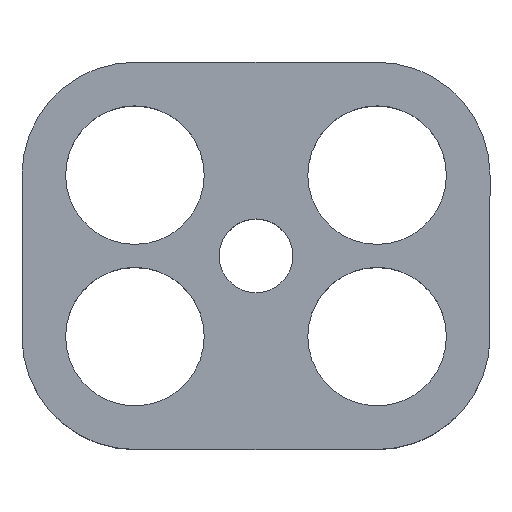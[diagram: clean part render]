
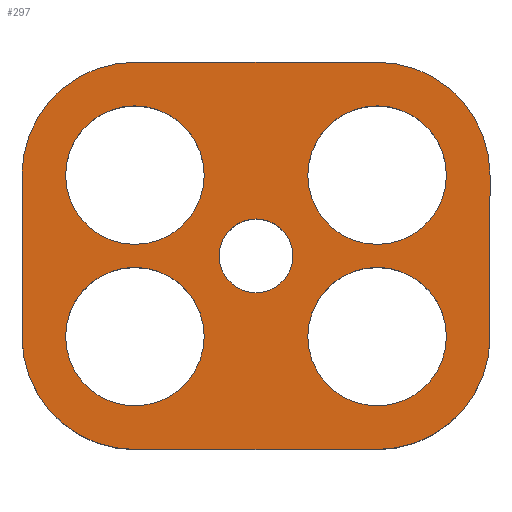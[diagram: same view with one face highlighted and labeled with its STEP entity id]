
A CAD part, top view. The second image highlights one B-rep face of the part: STEP entity #297.
In plain terms, the highlighted planar face has unit normal (0, 0, 1).
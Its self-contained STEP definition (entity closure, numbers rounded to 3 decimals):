
#20=FACE_BOUND('',#66,.T.);
#21=FACE_BOUND('',#67,.T.);
#22=FACE_BOUND('',#68,.T.);
#23=FACE_BOUND('',#69,.T.);
#24=FACE_BOUND('',#70,.T.);
#30=PLANE('',#332);
#45=FACE_OUTER_BOUND('',#65,.T.);
#65=EDGE_LOOP('',(#261,#262,#263,#264,#265,#266,#267,#268));
#66=EDGE_LOOP('',(#269));
#67=EDGE_LOOP('',(#270));
#68=EDGE_LOOP('',(#271));
#69=EDGE_LOOP('',(#272));
#70=EDGE_LOOP('',(#273));
#73=LINE('',#434,#94);
#77=LINE('',#446,#98);
#86=LINE('',#488,#107);
#90=LINE('',#499,#111);
#94=VECTOR('',#345,10.);
#98=VECTOR('',#357,10.);
#107=VECTOR('',#404,10.);
#111=VECTOR('',#416,10.);
#113=CIRCLE('',#301,2.447);
#115=CIRCLE('',#305,2.447);
#117=CIRCLE('',#309,1.502);
#119=CIRCLE('',#312,1.502);
#121=CIRCLE('',#315,0.8);
#123=CIRCLE('',#318,1.502);
#125=CIRCLE('',#321,1.502);
#127=CIRCLE('',#324,2.447);
#129=CIRCLE('',#328,2.447);
#131=VERTEX_POINT('',#424);
#132=VERTEX_POINT('',#425);
#135=VERTEX_POINT('',#433);
#137=VERTEX_POINT('',#439);
#139=VERTEX_POINT('',#445);
#141=VERTEX_POINT('',#451);
#143=VERTEX_POINT('',#457);
#145=VERTEX_POINT('',#463);
#147=VERTEX_POINT('',#469);
#149=VERTEX_POINT('',#475);
#151=VERTEX_POINT('',#481);
#153=VERTEX_POINT('',#487);
#155=VERTEX_POINT('',#493);
#157=EDGE_CURVE('',#131,#132,#113,.F.);
#161=EDGE_CURVE('',#135,#131,#73,.F.);
#164=EDGE_CURVE('',#137,#135,#115,.F.);
#167=EDGE_CURVE('',#139,#137,#77,.F.);
#170=EDGE_CURVE('',#141,#141,#117,.F.);
#173=EDGE_CURVE('',#143,#143,#119,.F.);
#176=EDGE_CURVE('',#145,#145,#121,.F.);
#179=EDGE_CURVE('',#147,#147,#123,.F.);
#182=EDGE_CURVE('',#149,#149,#125,.F.);
#185=EDGE_CURVE('',#151,#139,#127,.F.);
#188=EDGE_CURVE('',#153,#151,#86,.F.);
#191=EDGE_CURVE('',#155,#153,#129,.F.);
#194=EDGE_CURVE('',#132,#155,#90,.F.);
#261=ORIENTED_EDGE('',*,*,#167,.T.);
#262=ORIENTED_EDGE('',*,*,#164,.T.);
#263=ORIENTED_EDGE('',*,*,#161,.T.);
#264=ORIENTED_EDGE('',*,*,#157,.T.);
#265=ORIENTED_EDGE('',*,*,#194,.T.);
#266=ORIENTED_EDGE('',*,*,#191,.T.);
#267=ORIENTED_EDGE('',*,*,#188,.T.);
#268=ORIENTED_EDGE('',*,*,#185,.T.);
#269=ORIENTED_EDGE('',*,*,#170,.T.);
#270=ORIENTED_EDGE('',*,*,#173,.T.);
#271=ORIENTED_EDGE('',*,*,#176,.T.);
#272=ORIENTED_EDGE('',*,*,#179,.T.);
#273=ORIENTED_EDGE('',*,*,#182,.T.);
#297=ADVANCED_FACE('',(#45,#20,#21,#22,#23,#24),#30,.F.);
#301=AXIS2_PLACEMENT_3D('',#426,#337,#338);
#305=AXIS2_PLACEMENT_3D('',#440,#350,#351);
#309=AXIS2_PLACEMENT_3D('',#452,#362,#363);
#312=AXIS2_PLACEMENT_3D('',#458,#369,#370);
#315=AXIS2_PLACEMENT_3D('',#464,#376,#377);
#318=AXIS2_PLACEMENT_3D('',#470,#383,#384);
#321=AXIS2_PLACEMENT_3D('',#476,#390,#391);
#324=AXIS2_PLACEMENT_3D('',#482,#397,#398);
#328=AXIS2_PLACEMENT_3D('',#494,#409,#410);
#332=AXIS2_PLACEMENT_3D('',#502,#420,#421);
#337=DIRECTION('center_axis',(0.,0.,-1.));
#338=DIRECTION('ref_axis',(-1.,0.,0.));
#345=DIRECTION('',(1.,0.,0.));
#350=DIRECTION('center_axis',(0.,0.,-1.));
#351=DIRECTION('ref_axis',(0.,1.,0.));
#357=DIRECTION('',(0.,-1.,0.));
#362=DIRECTION('center_axis',(0.,0.,1.));
#363=DIRECTION('ref_axis',(-1.,0.,0.));
#369=DIRECTION('center_axis',(0.,0.,1.));
#370=DIRECTION('ref_axis',(-1.,0.,0.));
#376=DIRECTION('center_axis',(0.,0.,1.));
#377=DIRECTION('ref_axis',(-1.,0.,0.));
#383=DIRECTION('center_axis',(0.,0.,1.));
#384=DIRECTION('ref_axis',(-1.,0.,0.));
#390=DIRECTION('center_axis',(0.,0.,1.));
#391=DIRECTION('ref_axis',(-1.,0.,0.));
#397=DIRECTION('center_axis',(0.,0.,-1.));
#398=DIRECTION('ref_axis',(1.,0.,0.));
#404=DIRECTION('',(-1.,0.,0.));
#409=DIRECTION('center_axis',(0.,0.,-1.));
#410=DIRECTION('ref_axis',(0.,-1.,0.));
#416=DIRECTION('',(0.,1.,0.));
#420=DIRECTION('center_axis',(0.,0.,-1.));
#421=DIRECTION('ref_axis',(-1.,0.,0.));
#424=CARTESIAN_POINT('',(-8.09,-37.46,5.952));
#425=CARTESIAN_POINT('',(-10.538,-39.907,5.952));
#426=CARTESIAN_POINT('Origin',(-8.09,-39.907,5.952));
#433=CARTESIAN_POINT('',(-2.84,-37.46,5.952));
#434=CARTESIAN_POINT('',(-2.387,-37.46,5.952));
#439=CARTESIAN_POINT('',(-0.393,-39.907,5.952));
#440=CARTESIAN_POINT('Origin',(-2.84,-39.907,5.952));
#445=CARTESIAN_POINT('',(-0.393,-43.407,5.952));
#446=CARTESIAN_POINT('',(-0.393,-44.717,5.952));
#451=CARTESIAN_POINT('',(-1.339,-39.907,5.952));
#452=CARTESIAN_POINT('Origin',(-2.84,-39.907,5.952));
#457=CARTESIAN_POINT('',(-1.339,-43.407,5.952));
#458=CARTESIAN_POINT('Origin',(-2.84,-43.407,5.952));
#463=CARTESIAN_POINT('',(-4.665,-41.657,5.952));
#464=CARTESIAN_POINT('Origin',(-5.465,-41.657,5.952));
#469=CARTESIAN_POINT('',(-6.589,-43.407,5.952));
#470=CARTESIAN_POINT('Origin',(-8.09,-43.407,5.952));
#475=CARTESIAN_POINT('',(-6.589,-39.907,5.952));
#476=CARTESIAN_POINT('Origin',(-8.09,-39.907,5.952));
#481=CARTESIAN_POINT('',(-2.84,-45.854,5.952));
#482=CARTESIAN_POINT('Origin',(-2.84,-43.407,5.952));
#487=CARTESIAN_POINT('',(-8.09,-45.854,5.952));
#488=CARTESIAN_POINT('',(-5.012,-45.854,5.952));
#493=CARTESIAN_POINT('',(-10.538,-43.407,5.952));
#494=CARTESIAN_POINT('Origin',(-8.09,-43.407,5.952));
#499=CARTESIAN_POINT('',(-10.538,-42.967,5.952));
#502=CARTESIAN_POINT('Origin',(-1.934,-46.027,5.952));
